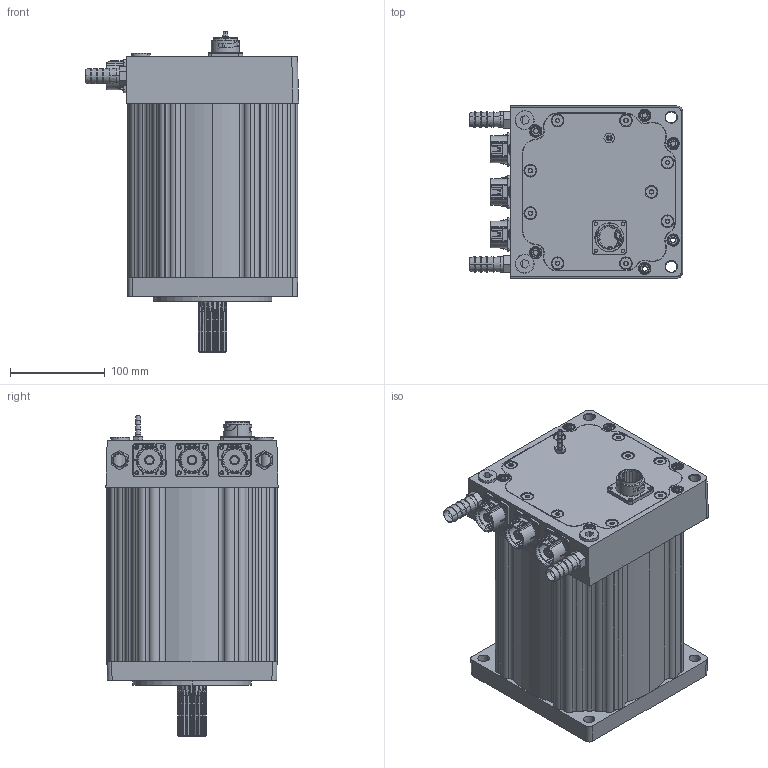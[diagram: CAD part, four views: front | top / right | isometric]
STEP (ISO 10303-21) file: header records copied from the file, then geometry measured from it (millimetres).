
FILE_DESCRIPTION (( 'STEP AP214' ), '1' );
FILE_NAME ('iEV 180 -2U.STEP', '2024-06-07T13:37:10', ( '' ), ( '' ), 'SwSTEP 2.0', 'SolidWorks 2022', '' );
FILE_SCHEMA (( 'AUTOMOTIVE_DESIGN' ));
Length unit declared in the file: metre
Products named in the file (1): iEV 180 -2U
Bounding box: 225.51 x 182.01 x 339.55 mm (x, y, z)
Surface area: 313180.8 mm2 (no closed solid volume)
Topology: 0 solids, 84 shells, 1409 faces, 4359 edges, 2962 vertices
Faces by surface type: plane 574, cylinder 426, cone 279, bspline 87, torus 43
Entity records: 71027 total; most frequent: CARTESIAN_POINT 17697, DIRECTION 7964, ORIENTED_EDGE 7065, EDGE_CURVE 4353, VERTEX_POINT 2962, AXIS2_PLACEMENT_3D 2906, VECTOR 2152, LINE 2152
